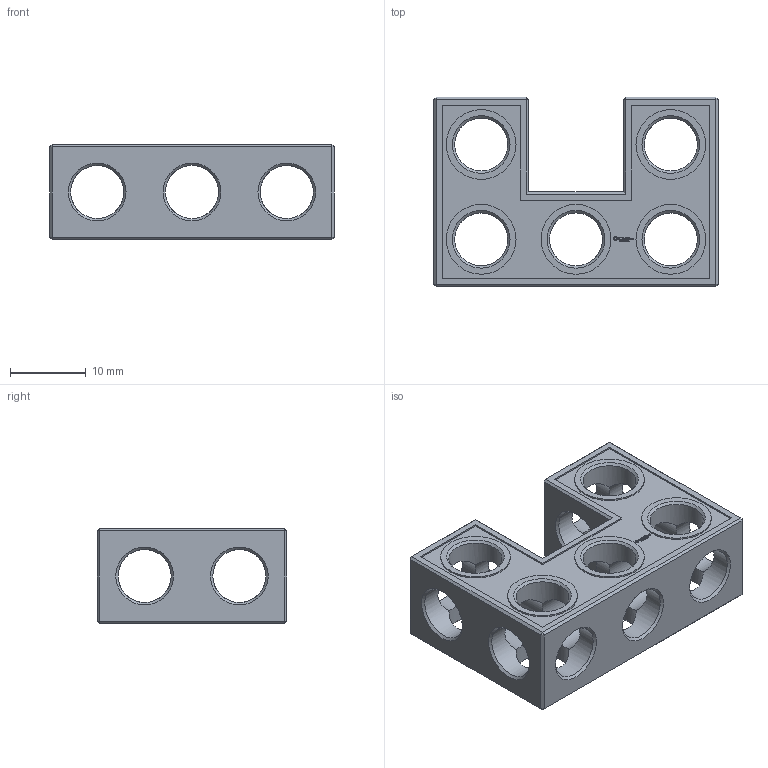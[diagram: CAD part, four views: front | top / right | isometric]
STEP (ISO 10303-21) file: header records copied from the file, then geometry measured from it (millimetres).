
FILE_DESCRIPTION(('FreeCAD Model'),'2;1');
FILE_NAME('Open CASCADE Shape Model','2021-09-21T22:30:19',( 'Paulo Kiefe'),('STEMFIE.org'),'Open CASCADE STEP processor 7.4', 'FreeCAD','Unknown');
FILE_SCHEMA(('AUTOMOTIVE_DESIGN { 1 0 10303 214 1 1 1 1 }'));
Length unit declared in the file: millimetre
Products named in the file (1): Beam_AGD_ESS_USH_SYM_BU03x02x01_-_SPN-BEM-0301_(stemfie.org)
Bounding box: 37.5 x 25 x 12.5 mm (x, y, z)
Volume: 4878.3 mm3; surface area: 4544.8 mm2
Topology: 1 solids, 1 shells, 594 faces, 1668 edges, 1094 vertices
Faces by surface type: plane 379, extrusion 162, cylinder 31, cone 22
Full cylindrical faces by diameter (mm): 7 x26, 9.2 x5
Entity records: 46281 total; most frequent: CARTESIAN_POINT 14486, DIRECTION 5120, VECTOR 3979, LINE 3817, ORIENTED_EDGE 3336, PCURVE 3336, DEFINITIONAL_REPRESENTATION 3336, EDGE_CURVE 1668
